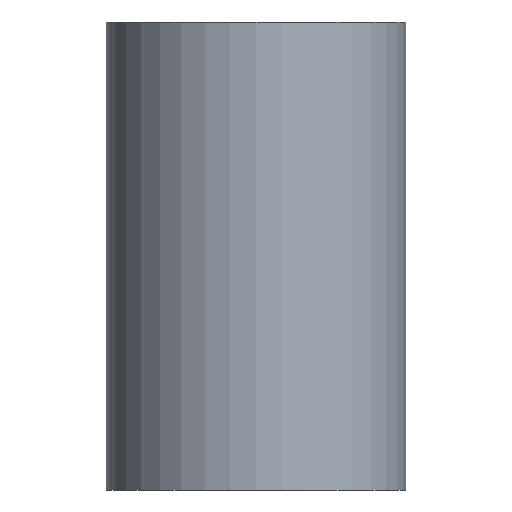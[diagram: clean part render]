
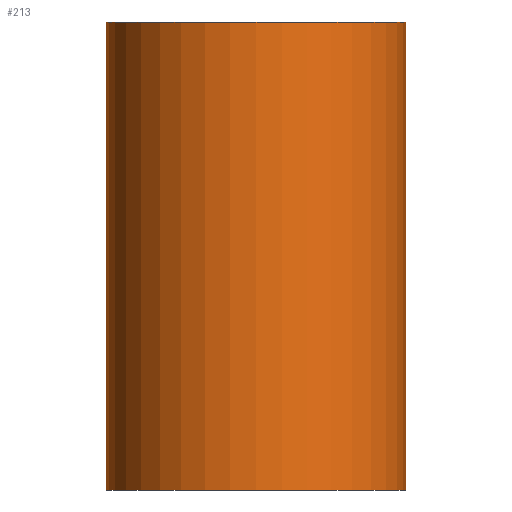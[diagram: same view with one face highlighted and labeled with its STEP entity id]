
A CAD part, front view. The second image highlights one B-rep face of the part: STEP entity #213.
In plain terms, the highlighted cylindrical face has radius 16 mm (diameter 32 mm), a partial arc.
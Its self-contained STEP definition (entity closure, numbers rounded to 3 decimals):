
#2 = VECTOR ( 'NONE', #214, 1000. ) ;
#10 = CARTESIAN_POINT ( 'NONE',  ( 0., 0., 50. ) ) ;
#17 = DIRECTION ( 'NONE',  ( 1., 0., 0. ) ) ;
#20 = AXIS2_PLACEMENT_3D ( 'NONE', #10, #217, #65 ) ;
#25 = EDGE_CURVE ( 'NONE', #53, #243, #193, .T. ) ;
#26 = CARTESIAN_POINT ( 'NONE',  ( -16., 0., 50. ) ) ;
#28 = AXIS2_PLACEMENT_3D ( 'NONE', #38, #294, #17 ) ;
#33 = EDGE_CURVE ( 'NONE', #48, #318, #62, .T. ) ;
#34 = DIRECTION ( 'NONE',  ( 0., 0., 1. ) ) ;
#38 = CARTESIAN_POINT ( 'NONE',  ( 0., 0., 0. ) ) ;
#42 = CYLINDRICAL_SURFACE ( 'NONE', #192, 16. ) ;
#48 = VERTEX_POINT ( 'NONE', #162 ) ;
#53 = VERTEX_POINT ( 'NONE', #136 ) ;
#62 = LINE ( 'NONE', #235, #2 ) ;
#65 = DIRECTION ( 'NONE',  ( 1., 0., 0. ) ) ;
#123 = DIRECTION ( 'NONE',  ( 1., 0., 0. ) ) ;
#136 = CARTESIAN_POINT ( 'NONE',  ( 16., 0., 0. ) ) ;
#144 = EDGE_CURVE ( 'NONE', #48, #53, #315, .T. ) ;
#147 = CIRCLE ( 'NONE', #20, 16. ) ;
#149 = CARTESIAN_POINT ( 'NONE',  ( 0., 0., 40. ) ) ;
#162 = CARTESIAN_POINT ( 'NONE',  ( -16., 0., 0. ) ) ;
#192 = AXIS2_PLACEMENT_3D ( 'NONE', #149, #245, #123 ) ;
#193 = LINE ( 'NONE', #256, #207 ) ;
#199 = EDGE_CURVE ( 'NONE', #318, #243, #147, .T. ) ;
#207 = VECTOR ( 'NONE', #34, 1000. ) ;
#211 = ORIENTED_EDGE ( 'NONE', *, *, #33, .F. ) ;
#213 = ADVANCED_FACE ( 'NONE', ( #271 ), #42, .T. ) ;
#214 = DIRECTION ( 'NONE',  ( 0., 0., 1. ) ) ;
#217 = DIRECTION ( 'NONE',  ( 0., 0., 1. ) ) ;
#221 = ORIENTED_EDGE ( 'NONE', *, *, #199, .F. ) ;
#235 = CARTESIAN_POINT ( 'NONE',  ( -16., 0., 40. ) ) ;
#243 = VERTEX_POINT ( 'NONE', #252 ) ;
#245 = DIRECTION ( 'NONE',  ( 0., 0., 1. ) ) ;
#251 = ORIENTED_EDGE ( 'NONE', *, *, #144, .T. ) ;
#252 = CARTESIAN_POINT ( 'NONE',  ( 16., 0., 50. ) ) ;
#256 = CARTESIAN_POINT ( 'NONE',  ( 16., 0., 40. ) ) ;
#271 = FACE_OUTER_BOUND ( 'NONE', #325, .T. ) ;
#277 = ORIENTED_EDGE ( 'NONE', *, *, #25, .T. ) ;
#294 = DIRECTION ( 'NONE',  ( 0., 0., 1. ) ) ;
#315 = CIRCLE ( 'NONE', #28, 16. ) ;
#318 = VERTEX_POINT ( 'NONE', #26 ) ;
#325 = EDGE_LOOP ( 'NONE', ( #211, #251, #277, #221 ) ) ;
